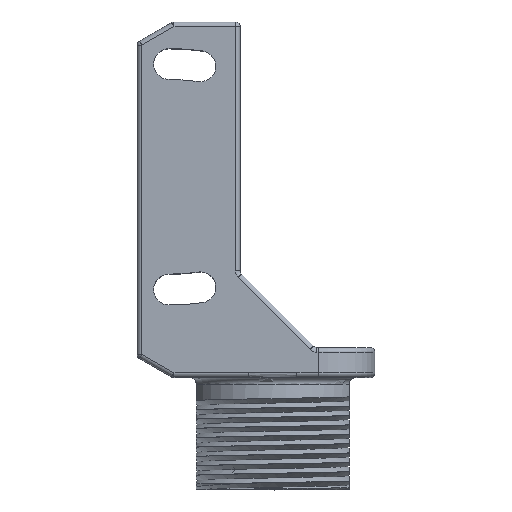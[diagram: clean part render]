
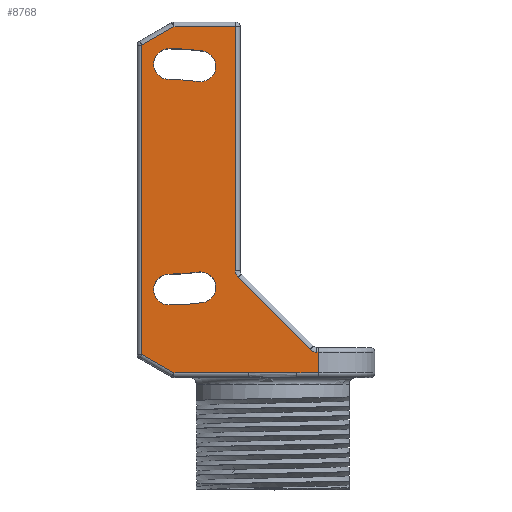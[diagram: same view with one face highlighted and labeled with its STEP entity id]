
A CAD part, top view. The second image highlights one B-rep face of the part: STEP entity #8768.
In plain terms, the highlighted planar face has unit normal (0, 0, 1).
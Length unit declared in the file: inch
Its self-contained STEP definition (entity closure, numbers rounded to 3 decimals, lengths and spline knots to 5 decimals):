
#967=DIRECTION('',(0.866,-0.5,0.));
#968=VECTOR('',#967,0.15611);
#969=CARTESIAN_POINT('',(0.01969,0.09774,
0.76772));
#970=LINE('',#969,#968);
#1033=DIRECTION('',(0.,-1.,0.));
#1034=VECTOR('',#1033,1.30058);
#1035=CARTESIAN_POINT('',(0.01969,1.39832,
0.76772));
#1036=LINE('',#1035,#1034);
#1135=DIRECTION('',(0.,1.,0.));
#1136=VECTOR('',#1135,1.02728);
#1137=CARTESIAN_POINT('',(0.41339,0.4491,
0.76772));
#1138=LINE('',#1137,#1136);
#1161=CARTESIAN_POINT('',(0.45276,0.4491,
0.76772));
#1162=DIRECTION('',(0.,0.,-1.));
#1163=DIRECTION('',(-0.707,-0.707,0.));
#1164=AXIS2_PLACEMENT_3D('',#1161,#1162,#1163);
#1176=CARTESIAN_POINT('',(0.13386,1.3189,
0.76772));
#1177=DIRECTION('',(0.,0.,1.));
#1178=DIRECTION('',(0.,1.,0.));
#1179=AXIS2_PLACEMENT_3D('',#1176,#1177,#1178);
#1181=CARTESIAN_POINT('',(0.13386,0.37008,
0.76772));
#1182=DIRECTION('',(0.,0.,1.));
#1183=DIRECTION('',(0.139,0.99,0.));
#1184=AXIS2_PLACEMENT_3D('',#1181,#1182,#1183);
#1186=CARTESIAN_POINT('',(0.26591,1.30966,
0.76772));
#1187=DIRECTION('',(0.,0.,1.));
#1188=DIRECTION('',(-0.139,-0.99,0.));
#1189=AXIS2_PLACEMENT_3D('',#1186,#1187,#1188);
#1191=CARTESIAN_POINT('',(0.13386,0.37008,
0.76772));
#1192=DIRECTION('',(0.,0.,1.));
#1193=DIRECTION('',(0.139,0.99,0.));
#1194=AXIS2_PLACEMENT_3D('',#1191,#1192,#1193);
#1196=CARTESIAN_POINT('',(0.13386,0.37008,
0.76772));
#1197=DIRECTION('',(0.,0.,1.));
#1198=DIRECTION('',(0.,1.,0.));
#1199=AXIS2_PLACEMENT_3D('',#1196,#1197,#1198);
#1201=CARTESIAN_POINT('',(0.13386,1.3189,
0.76772));
#1202=DIRECTION('',(0.,0.,1.));
#1203=DIRECTION('',(0.,-1.,0.));
#1204=AXIS2_PLACEMENT_3D('',#1201,#1202,#1203);
#1206=CARTESIAN_POINT('',(0.26591,0.37931,
0.76772));
#1207=DIRECTION('',(0.,0.,1.));
#1208=DIRECTION('',(0.139,-0.99,0.));
#1209=AXIS2_PLACEMENT_3D('',#1206,#1207,#1208);
#1211=CARTESIAN_POINT('',(0.13386,1.3189,
0.76772));
#1212=DIRECTION('',(0.,0.,1.));
#1213=DIRECTION('',(0.,-1.,0.));
#1214=AXIS2_PLACEMENT_3D('',#1211,#1212,#1213);
#1225=DIRECTION('',(-0.866,-0.5,0.));
#1226=VECTOR('',#1225,0.15611);
#1227=CARTESIAN_POINT('',(0.15488,1.47638,
0.76772));
#1228=LINE('',#1227,#1226);
#1265=DIRECTION('',(-1.,0.,0.));
#1266=VECTOR('',#1265,0.2585);
#1267=CARTESIAN_POINT('',(0.41339,1.47638,
0.76772));
#1268=LINE('',#1267,#1266);
#1278=DIRECTION('',(-0.707,0.707,0.));
#1279=VECTOR('',#1278,0.42911);
#1280=CARTESIAN_POINT('',(0.72835,0.11783,
0.76772));
#1281=LINE('',#1280,#1279);
#1308=CARTESIAN_POINT('',(0.75619,0.14567,
0.76772));
#1309=DIRECTION('',(0.,0.,-1.));
#1310=DIRECTION('',(0.,-1.,0.));
#1311=AXIS2_PLACEMENT_3D('',#1308,#1309,#1310);
#1323=DIRECTION('',(-1.,0.,0.));
#1324=VECTOR('',#1323,0.00759);
#1325=CARTESIAN_POINT('',(0.76378,0.1063,
0.76772));
#1326=LINE('',#1325,#1324);
#1503=CARTESIAN_POINT('',(0.46974,0.01969,
0.76772));
#1504=CARTESIAN_POINT('',(0.49087,0.01969,
0.76772));
#1505=CARTESIAN_POINT('',(0.53405,0.0176,
0.76772));
#1506=CARTESIAN_POINT('',(0.60747,0.01759,
0.76772));
#1507=CARTESIAN_POINT('',(0.65077,0.01968,
0.76772));
#1508=CARTESIAN_POINT('',(0.67199,0.01969,
0.76772));
#1522=DIRECTION('',(1.,0.,0.));
#1523=VECTOR('',#1522,0.09179);
#1524=CARTESIAN_POINT('',(0.67199,0.01969,
0.76772));
#1525=LINE('',#1524,#1523);
#1550=DIRECTION('',(0.,1.,0.));
#1551=VECTOR('',#1550,0.08661);
#1552=CARTESIAN_POINT('',(0.76378,0.01969,
0.76772));
#1553=LINE('',#1552,#1551);
#3312=DIRECTION('',(1.,0.,0.));
#3313=VECTOR('',#3312,0.31486);
#3314=CARTESIAN_POINT('',(0.15488,0.01969,
0.76772));
#3315=LINE('',#3314,#3313);
#6266=CARTESIAN_POINT('',(0.13386,1.38386,
0.76772));
#6267=CARTESIAN_POINT('',(0.13386,1.25394,
0.76772));
#6268=VERTEX_POINT('',#6266);
#6269=VERTEX_POINT('',#6267);
#6270=CARTESIAN_POINT('',(0.13386,0.43504,
0.76772));
#6271=CARTESIAN_POINT('',(0.13386,0.30512,
0.76772));
#6272=VERTEX_POINT('',#6270);
#6273=VERTEX_POINT('',#6271);
#6282=CARTESIAN_POINT('',(0.25687,1.24534,
0.76772));
#6283=VERTEX_POINT('',#6282);
#6284=CARTESIAN_POINT('',(0.27495,1.37399,
0.76772));
#6285=VERTEX_POINT('',#6284);
#6286=CARTESIAN_POINT('',(0.27495,0.31498,
0.76772));
#6287=VERTEX_POINT('',#6286);
#6288=CARTESIAN_POINT('',(0.25687,0.44364,
0.76772));
#6289=VERTEX_POINT('',#6288);
#6559=CARTESIAN_POINT('',(0.15488,1.47638,
0.76772));
#6560=CARTESIAN_POINT('',(0.01969,1.39832,
0.76772));
#6561=VERTEX_POINT('',#6559);
#6562=VERTEX_POINT('',#6560);
#6567=CARTESIAN_POINT('',(0.01969,0.09774,
0.76772));
#6568=VERTEX_POINT('',#6567);
#6573=CARTESIAN_POINT('',(0.15488,0.01969,
0.76772));
#6574=VERTEX_POINT('',#6573);
#6597=CARTESIAN_POINT('',(0.76378,0.01969,
0.76772));
#6598=VERTEX_POINT('',#6597);
#6601=CARTESIAN_POINT('',(0.67199,0.01969,
0.76772));
#6602=VERTEX_POINT('',#6601);
#6605=VERTEX_POINT('',#1503);
#6663=CARTESIAN_POINT('',(0.76378,0.1063,
0.76772));
#6664=VERTEX_POINT('',#6663);
#6667=CARTESIAN_POINT('',(0.75619,0.1063,
0.76772));
#6668=VERTEX_POINT('',#6667);
#6671=CARTESIAN_POINT('',(0.72835,0.11783,
0.76772));
#6672=VERTEX_POINT('',#6671);
#6675=CARTESIAN_POINT('',(0.42492,0.42126,
0.76772));
#6676=VERTEX_POINT('',#6675);
#6679=CARTESIAN_POINT('',(0.41339,0.4491,
0.76772));
#6680=VERTEX_POINT('',#6679);
#6685=CARTESIAN_POINT('',(0.41339,1.47638,
0.76772));
#6686=VERTEX_POINT('',#6685);
#8719=CARTESIAN_POINT('',(0.,0.,0.76772));
#8720=DIRECTION('',(0.,0.,1.));
#8721=DIRECTION('',(1.,0.,0.));
#8722=AXIS2_PLACEMENT_3D('',#8719,#8720,#8721);
#8723=PLANE('',#8722);
#8725=ORIENTED_EDGE('',*,*,#8724,.F.);
#8727=ORIENTED_EDGE('',*,*,#8726,.F.);
#8728=ORIENTED_EDGE('',*,*,#8672,.F.);
#8729=ORIENTED_EDGE('',*,*,#8710,.F.);
#8731=ORIENTED_EDGE('',*,*,#8730,.F.);
#8733=ORIENTED_EDGE('',*,*,#8732,.F.);
#8735=ORIENTED_EDGE('',*,*,#8734,.F.);
#8737=ORIENTED_EDGE('',*,*,#8736,.F.);
#8739=ORIENTED_EDGE('',*,*,#8738,.F.);
#8741=ORIENTED_EDGE('',*,*,#8740,.F.);
#8743=ORIENTED_EDGE('',*,*,#8742,.F.);
#8744=ORIENTED_EDGE('',*,*,#8462,.F.);
#8745=ORIENTED_EDGE('',*,*,#8552,.F.);
#8746=EDGE_LOOP('',(#8725,#8727,#8728,#8729,#8731,#8733,#8735,#8737,#8739,#8741,
#8743,#8744,#8745));
#8747=FACE_OUTER_BOUND('',#8746,.F.);
#8749=ORIENTED_EDGE('',*,*,#8748,.T.);
#8751=ORIENTED_EDGE('',*,*,#8750,.F.);
#8753=ORIENTED_EDGE('',*,*,#8752,.T.);
#8755=ORIENTED_EDGE('',*,*,#8754,.T.);
#8756=EDGE_LOOP('',(#8749,#8751,#8753,#8755));
#8757=FACE_BOUND('',#8756,.F.);
#8759=ORIENTED_EDGE('',*,*,#8758,.T.);
#8761=ORIENTED_EDGE('',*,*,#8760,.T.);
#8763=ORIENTED_EDGE('',*,*,#8762,.T.);
#8765=ORIENTED_EDGE('',*,*,#8764,.F.);
#8766=EDGE_LOOP('',(#8759,#8761,#8763,#8765));
#8767=FACE_BOUND('',#8766,.F.);
#8768=ADVANCED_FACE('',(#8747,#8757,#8767),#8723,.T.);
#1165=CIRCLE('',#1164,0.03937);
#1180=CIRCLE('',#1179,0.06496);
#1185=CIRCLE('',#1184,0.88386);
#1190=CIRCLE('',#1189,0.06496);
#1195=CIRCLE('',#1194,1.01378);
#1200=CIRCLE('',#1199,0.06496);
#1205=CIRCLE('',#1204,1.01378);
#1210=CIRCLE('',#1209,0.06496);
#1215=CIRCLE('',#1214,0.88386);
#1312=CIRCLE('',#1311,0.03937);
#1509=B_SPLINE_CURVE_WITH_KNOTS('',3,(#1503,#1504,#1505,#1506,#1507,#1508),
.UNSPECIFIED.,.F.,.F.,(4,1,1,4),(0.,0.33333,0.66667,1.),
.UNSPECIFIED.);
#8462=EDGE_CURVE('',#6568,#6574,#970,.T.);
#8552=EDGE_CURVE('',#6562,#6568,#1036,.T.);
#8672=EDGE_CURVE('',#6680,#6686,#1138,.T.);
#8710=EDGE_CURVE('',#6676,#6680,#1165,.T.);
#8724=EDGE_CURVE('',#6561,#6562,#1228,.T.);
#8726=EDGE_CURVE('',#6686,#6561,#1268,.T.);
#8730=EDGE_CURVE('',#6672,#6676,#1281,.T.);
#8732=EDGE_CURVE('',#6668,#6672,#1312,.T.);
#8734=EDGE_CURVE('',#6664,#6668,#1326,.T.);
#8736=EDGE_CURVE('',#6598,#6664,#1553,.T.);
#8738=EDGE_CURVE('',#6602,#6598,#1525,.T.);
#8740=EDGE_CURVE('',#6605,#6602,#1509,.T.);
#8742=EDGE_CURVE('',#6574,#6605,#3315,.T.);
#8748=EDGE_CURVE('',#6268,#6269,#1180,.T.);
#8750=EDGE_CURVE('',#6283,#6269,#1185,.T.);
#8752=EDGE_CURVE('',#6283,#6285,#1190,.T.);
#8754=EDGE_CURVE('',#6285,#6268,#1195,.T.);
#8758=EDGE_CURVE('',#6272,#6273,#1200,.T.);
#8760=EDGE_CURVE('',#6273,#6287,#1205,.T.);
#8762=EDGE_CURVE('',#6287,#6289,#1210,.T.);
#8764=EDGE_CURVE('',#6272,#6289,#1215,.T.);
